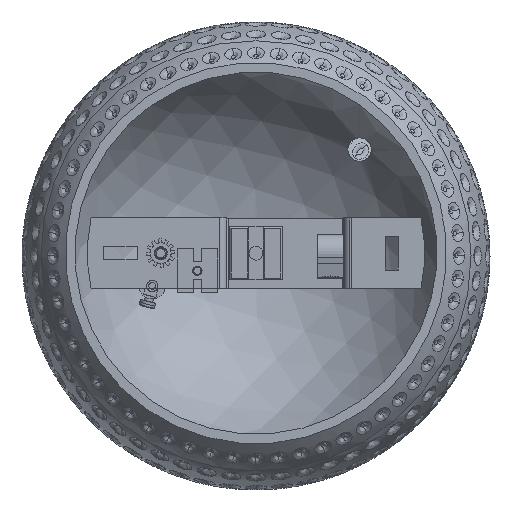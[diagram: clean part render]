
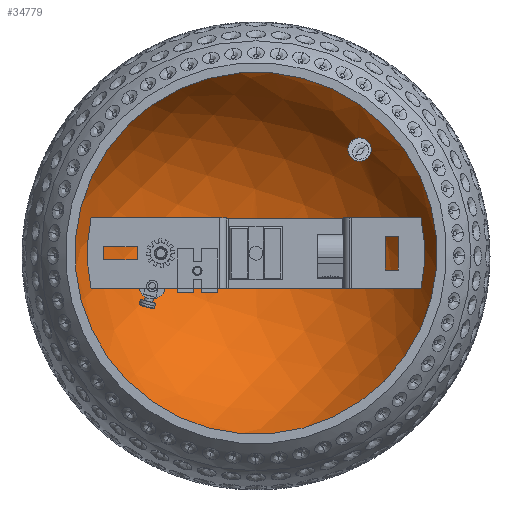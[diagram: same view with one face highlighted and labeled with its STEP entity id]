
A CAD part, top view. The second image highlights one B-rep face of the part: STEP entity #34779.
In plain terms, the highlighted spherical face has radius 66.383 mm.
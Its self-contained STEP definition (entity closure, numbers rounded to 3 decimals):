
#183=SPHERICAL_SURFACE('',#38610,66.383);
#1162=FACE_BOUND('',#11999,.T.);
#1163=FACE_BOUND('',#12000,.T.);
#5263=CIRCLE('',#38575,66.375);
#5264=CIRCLE('',#38577,66.375);
#5265=CIRCLE('',#38579,66.375);
#5266=CIRCLE('',#38581,66.375);
#5268=CIRCLE('',#38584,3.);
#5270=CIRCLE('',#38586,3.);
#5272=CIRCLE('',#38588,3.);
#5274=CIRCLE('',#38590,3.);
#5278=CIRCLE('',#38597,6.609);
#5279=CIRCLE('',#38599,6.609);
#5280=CIRCLE('',#38601,66.375);
#5281=CIRCLE('',#38603,66.375);
#5283=CIRCLE('',#38606,6.609);
#5285=CIRCLE('',#38611,61.758);
#9032=FACE_OUTER_BOUND('',#11998,.T.);
#11998=EDGE_LOOP('',(#30833));
#11999=EDGE_LOOP('',(#30834,#30835));
#12000=EDGE_LOOP('',(#30836,#30837,#30838,#30839,#30840,#30841,#30842,#30843,
#30844,#30845,#30846,#30847,#30848));
#13922=B_SPLINE_CURVE_WITH_KNOTS('',3,(#158757,#158758,#158759,#158760,
#158761,#158762,#158763,#158764,#158765,#158766,#158767,#158768,#158769,
#158770,#158771,#158772,#158773,#158774,#158775,#158776),.UNSPECIFIED.,
 .F.,.F.,(4,2,2,2,2,2,2,2,2,4),(0.,0.148,0.296,
0.527,0.757,0.999,1.241,
1.392,1.467,1.542),.UNSPECIFIED.);
#13923=B_SPLINE_CURVE_WITH_KNOTS('',3,(#158777,#158778,#158779,#158780,
#158781,#158782,#158783,#158784,#158785,#158786,#158787,#158788,#158789,
#158790,#158791,#158792,#158793,#158794,#158795,#158796),.UNSPECIFIED.,
 .F.,.F.,(4,2,2,2,2,2,2,2,2,4),(1.542,1.617,1.692,
1.843,2.085,2.327,2.557,2.788,
2.936,3.084),.UNSPECIFIED.);
#16954=VERTEX_POINT('',#158755);
#16955=VERTEX_POINT('',#158756);
#16959=VERTEX_POINT('',#158842);
#16961=VERTEX_POINT('',#158848);
#16962=VERTEX_POINT('',#158852);
#16964=VERTEX_POINT('',#158857);
#16967=VERTEX_POINT('',#158864);
#16969=VERTEX_POINT('',#158870);
#16970=VERTEX_POINT('',#158874);
#16972=VERTEX_POINT('',#158879);
#16976=VERTEX_POINT('',#158888);
#16977=VERTEX_POINT('',#158890);
#16980=VERTEX_POINT('',#158900);
#16982=VERTEX_POINT('',#158911);
#16984=VERTEX_POINT('',#158922);
#16986=VERTEX_POINT('',#158936);
#21636=EDGE_CURVE('',#16954,#16955,#13922,.T.);
#21637=EDGE_CURVE('',#16955,#16954,#13923,.T.);
#21644=EDGE_CURVE('',#16961,#16959,#5263,.T.);
#21646=EDGE_CURVE('',#16962,#16964,#5264,.T.);
#21652=EDGE_CURVE('',#16969,#16967,#5265,.T.);
#21654=EDGE_CURVE('',#16970,#16972,#5266,.T.);
#21659=EDGE_CURVE('',#16976,#16977,#5268,.T.);
#21662=EDGE_CURVE('',#16964,#16961,#5270,.T.);
#21664=EDGE_CURVE('',#16972,#16969,#5272,.T.);
#21667=EDGE_CURVE('',#16980,#16976,#5274,.T.);
#21672=EDGE_CURVE('',#16982,#16967,#5278,.T.);
#21674=EDGE_CURVE('',#16970,#16959,#5279,.T.);
#21675=EDGE_CURVE('',#16982,#16980,#5280,.T.);
#21678=EDGE_CURVE('',#16977,#16984,#5281,.T.);
#21680=EDGE_CURVE('',#16962,#16984,#5283,.T.);
#21682=EDGE_CURVE('',#16986,#16986,#5285,.T.);
#30833=ORIENTED_EDGE('',*,*,#21682,.F.);
#30834=ORIENTED_EDGE('',*,*,#21636,.T.);
#30835=ORIENTED_EDGE('',*,*,#21637,.T.);
#30836=ORIENTED_EDGE('',*,*,#21672,.T.);
#30837=ORIENTED_EDGE('',*,*,#21652,.F.);
#30838=ORIENTED_EDGE('',*,*,#21664,.F.);
#30839=ORIENTED_EDGE('',*,*,#21654,.F.);
#30840=ORIENTED_EDGE('',*,*,#21674,.T.);
#30841=ORIENTED_EDGE('',*,*,#21644,.F.);
#30842=ORIENTED_EDGE('',*,*,#21662,.F.);
#30843=ORIENTED_EDGE('',*,*,#21646,.F.);
#30844=ORIENTED_EDGE('',*,*,#21680,.T.);
#30845=ORIENTED_EDGE('',*,*,#21678,.F.);
#30846=ORIENTED_EDGE('',*,*,#21659,.F.);
#30847=ORIENTED_EDGE('',*,*,#21667,.F.);
#30848=ORIENTED_EDGE('',*,*,#21675,.F.);
#34779=ADVANCED_FACE('',(#9032,#1162,#1163),#183,.F.);
#38575=AXIS2_PLACEMENT_3D('',#158850,#45224,#45225);
#38577=AXIS2_PLACEMENT_3D('',#158858,#45228,#45229);
#38579=AXIS2_PLACEMENT_3D('',#158872,#45236,#45237);
#38581=AXIS2_PLACEMENT_3D('',#158880,#45240,#45241);
#38584=AXIS2_PLACEMENT_3D('',#158891,#45249,#45250);
#38586=AXIS2_PLACEMENT_3D('',#158895,#45254,#45255);
#38588=AXIS2_PLACEMENT_3D('',#158897,#45258,#45259);
#38590=AXIS2_PLACEMENT_3D('',#158902,#45263,#45264);
#38597=AXIS2_PLACEMENT_3D('',#158912,#45278,#45279);
#38599=AXIS2_PLACEMENT_3D('',#158917,#45282,#45283);
#38601=AXIS2_PLACEMENT_3D('',#158919,#45286,#45287);
#38603=AXIS2_PLACEMENT_3D('',#158927,#45291,#45292);
#38606=AXIS2_PLACEMENT_3D('',#158930,#45297,#45298);
#38610=AXIS2_PLACEMENT_3D('',#158935,#45305,#45306);
#38611=AXIS2_PLACEMENT_3D('',#158937,#45307,#45308);
#45224=DIRECTION('center_axis',(-0.866,0.,0.5));
#45225=DIRECTION('ref_axis',(0.,1.,0.));
#45228=DIRECTION('center_axis',(0.866,0.,-0.5));
#45229=DIRECTION('ref_axis',(0.,-1.,0.));
#45236=DIRECTION('center_axis',(0.866,0.,0.5));
#45237=DIRECTION('ref_axis',(0.,1.,0.));
#45240=DIRECTION('center_axis',(-0.866,0.,-0.5));
#45241=DIRECTION('ref_axis',(0.,-1.,0.));
#45249=DIRECTION('center_axis',(0.,1.,0.));
#45250=DIRECTION('ref_axis',(1.,0.,0.));
#45254=DIRECTION('center_axis',(0.,1.,0.));
#45255=DIRECTION('ref_axis',(1.,0.,0.));
#45258=DIRECTION('center_axis',(0.,1.,0.));
#45259=DIRECTION('ref_axis',(1.,0.,0.));
#45263=DIRECTION('center_axis',(0.,1.,0.));
#45264=DIRECTION('ref_axis',(1.,0.,0.));
#45278=DIRECTION('center_axis',(0.,-1.,0.));
#45279=DIRECTION('ref_axis',(1.,0.,0.));
#45282=DIRECTION('center_axis',(0.,-1.,0.));
#45283=DIRECTION('ref_axis',(1.,0.,0.));
#45286=DIRECTION('center_axis',(0.,0.,1.));
#45287=DIRECTION('ref_axis',(0.,-1.,0.));
#45291=DIRECTION('center_axis',(0.,0.,-1.));
#45292=DIRECTION('ref_axis',(0.,1.,0.));
#45297=DIRECTION('center_axis',(0.,-1.,0.));
#45298=DIRECTION('ref_axis',(1.,0.,0.));
#45305=DIRECTION('center_axis',(0.,0.,1.));
#45306=DIRECTION('ref_axis',(1.,0.,0.));
#45307=DIRECTION('center_axis',(0.,-1.,0.));
#45308=DIRECTION('ref_axis',(1.,0.,0.));
#158755=CARTESIAN_POINT('',(-46.,-23.516,0.));
#158756=CARTESIAN_POINT('',(-54.,-14.265,0.));
#158757=CARTESIAN_POINT('Ctrl Pts',(-46.,-23.516,0.));
#158758=CARTESIAN_POINT('Ctrl Pts',(-46.,-23.516,0.493));
#158759=CARTESIAN_POINT('Ctrl Pts',(-46.097,-23.415,
1.001));
#158760=CARTESIAN_POINT('Ctrl Pts',(-46.448,-23.046,
1.902));
#158761=CARTESIAN_POINT('Ctrl Pts',(-46.7,-22.78,
2.297));
#158762=CARTESIAN_POINT('Ctrl Pts',(-47.375,-22.06,
3.083));
#158763=CARTESIAN_POINT('Ctrl Pts',(-47.881,-21.512,
3.442));
#158764=CARTESIAN_POINT('Ctrl Pts',(-48.942,-20.341,
3.9));
#158765=CARTESIAN_POINT('Ctrl Pts',(-49.496,-19.717,
4.));
#158766=CARTESIAN_POINT('Ctrl Pts',(-50.53,-18.528,
4.));
#158767=CARTESIAN_POINT('Ctrl Pts',(-51.097,-17.861,
3.891));
#158768=CARTESIAN_POINT('Ctrl Pts',(-52.163,-16.579,
3.415));
#158769=CARTESIAN_POINT('Ctrl Pts',(-52.662,-15.964,
3.051));
#158770=CARTESIAN_POINT('Ctrl Pts',(-53.316,-15.142,
2.271));
#158771=CARTESIAN_POINT('Ctrl Pts',(-53.558,-14.833,
1.888));
#158772=CARTESIAN_POINT('Ctrl Pts',(-53.815,-14.503,
1.225));
#158773=CARTESIAN_POINT('Ctrl Pts',(-53.884,-14.415,
0.989));
#158774=CARTESIAN_POINT('Ctrl Pts',(-53.976,-14.295,
0.502));
#158775=CARTESIAN_POINT('Ctrl Pts',(-54.,-14.265,0.251));
#158776=CARTESIAN_POINT('Ctrl Pts',(-54.,-14.265,0.));
#158777=CARTESIAN_POINT('Ctrl Pts',(-54.,-14.265,0.));
#158778=CARTESIAN_POINT('Ctrl Pts',(-54.,-14.265,-0.251));
#158779=CARTESIAN_POINT('Ctrl Pts',(-53.976,-14.295,
-0.502));
#158780=CARTESIAN_POINT('Ctrl Pts',(-53.884,-14.415,
-0.989));
#158781=CARTESIAN_POINT('Ctrl Pts',(-53.815,-14.503,
-1.225));
#158782=CARTESIAN_POINT('Ctrl Pts',(-53.558,-14.833,
-1.888));
#158783=CARTESIAN_POINT('Ctrl Pts',(-53.316,-15.142,
-2.271));
#158784=CARTESIAN_POINT('Ctrl Pts',(-52.662,-15.964,
-3.051));
#158785=CARTESIAN_POINT('Ctrl Pts',(-52.163,-16.579,
-3.415));
#158786=CARTESIAN_POINT('Ctrl Pts',(-51.097,-17.861,
-3.891));
#158787=CARTESIAN_POINT('Ctrl Pts',(-50.53,-18.528,
-4.));
#158788=CARTESIAN_POINT('Ctrl Pts',(-49.496,-19.717,
-4.));
#158789=CARTESIAN_POINT('Ctrl Pts',(-48.942,-20.341,
-3.9));
#158790=CARTESIAN_POINT('Ctrl Pts',(-47.881,-21.512,
-3.442));
#158791=CARTESIAN_POINT('Ctrl Pts',(-47.375,-22.06,
-3.083));
#158792=CARTESIAN_POINT('Ctrl Pts',(-46.7,-22.78,
-2.297));
#158793=CARTESIAN_POINT('Ctrl Pts',(-46.448,-23.046,
-1.902));
#158794=CARTESIAN_POINT('Ctrl Pts',(-46.097,-23.415,
-1.001));
#158795=CARTESIAN_POINT('Ctrl Pts',(-46.,-23.516,-0.493));
#158796=CARTESIAN_POINT('Ctrl Pts',(-46.,-23.516,0.));
#158842=CARTESIAN_POINT('',(4.132,-41.708,5.158));
#158848=CARTESIAN_POINT('',(2.28,-41.97,1.949));
#158850=CARTESIAN_POINT('Origin',(0.866,24.344,-0.5));
#158852=CARTESIAN_POINT('',(2.4,-41.708,6.158));
#158857=CARTESIAN_POINT('',(0.548,-41.97,2.949));
#158858=CARTESIAN_POINT('Origin',(-0.866,24.344,0.5));
#158864=CARTESIAN_POINT('',(2.4,-41.708,-6.158));
#158870=CARTESIAN_POINT('',(0.548,-41.97,-2.949));
#158872=CARTESIAN_POINT('Origin',(-0.866,24.344,-0.5));
#158874=CARTESIAN_POINT('',(4.132,-41.708,-5.158));
#158879=CARTESIAN_POINT('',(2.28,-41.97,-1.949));
#158880=CARTESIAN_POINT('Origin',(0.866,24.344,0.5));
#158888=CARTESIAN_POINT('',(-3.,-41.97,0.));
#158890=CARTESIAN_POINT('',(-2.828,-41.97,1.));
#158891=CARTESIAN_POINT('Origin',(0.,-41.97,0.));
#158895=CARTESIAN_POINT('Origin',(0.,-41.97,0.));
#158897=CARTESIAN_POINT('Origin',(0.,-41.97,0.));
#158900=CARTESIAN_POINT('',(-2.828,-41.97,-1.));
#158902=CARTESIAN_POINT('Origin',(0.,-41.97,0.));
#158911=CARTESIAN_POINT('',(-6.533,-41.708,-1.));
#158912=CARTESIAN_POINT('Origin',(0.,-41.708,0.));
#158917=CARTESIAN_POINT('Origin',(0.,-41.708,0.));
#158919=CARTESIAN_POINT('Origin',(0.,24.344,-1.));
#158922=CARTESIAN_POINT('',(-6.533,-41.708,1.));
#158927=CARTESIAN_POINT('Origin',(0.,24.344,1.));
#158930=CARTESIAN_POINT('Origin',(0.,-41.708,0.));
#158935=CARTESIAN_POINT('Origin',(0.,24.344,0.));
#158936=CARTESIAN_POINT('',(61.758,0.,0.));
#158937=CARTESIAN_POINT('Origin',(0.,0.,0.));
